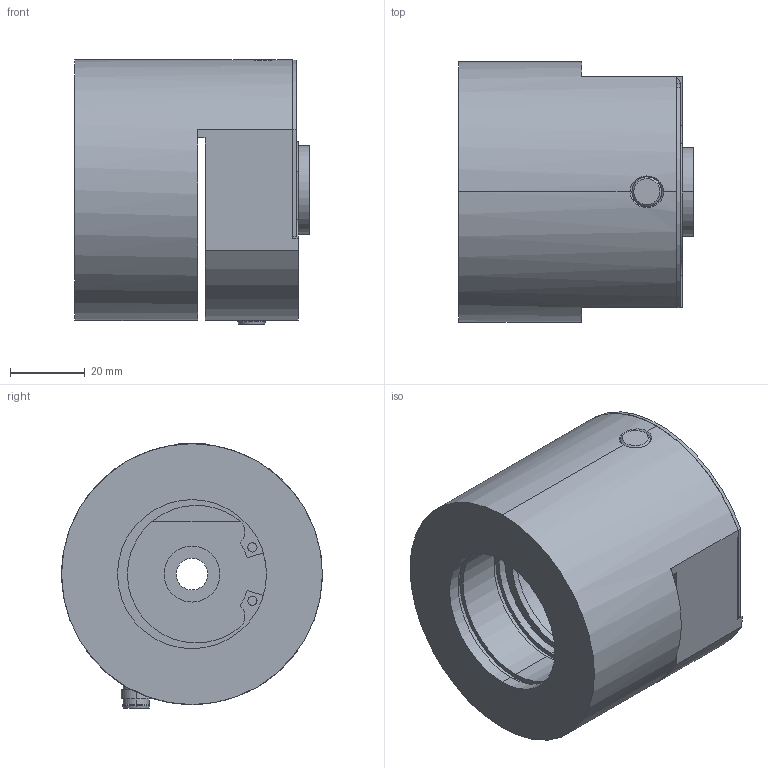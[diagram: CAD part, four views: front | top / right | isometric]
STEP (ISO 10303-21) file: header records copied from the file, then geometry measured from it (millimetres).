
FILE_DESCRIPTION (( 'STEP AP203' ), '1' );
FILE_NAME ('120307.1_stp_-.step', '2023-07-07T10:03:01', ( '' ), ( '' ), 'SwSTEP 2.0', 'SolidWorks 2018', '' );
FILE_SCHEMA (( 'CONFIG_CONTROL_DESIGN' ));
Length unit declared in the file: millimetre
Products named in the file (7): 120307-5_stp_01; Flanschstecker_M8-4pol; Si-Ring DIN472_D40x1.75; Se-Schr DIN7991_M3x8; 111107-3_01; 120307.1_stp_-; 120124-6_01
Assembly tree (7 placements, depth 2):
  120307.1_stp_-
    120307-5_stp_01
    111107-3_01
    120124-6_01
    Si-Ring DIN472_D40x1.75
    Se-Schr DIN7991_M3x8  x2
    Flanschstecker_M8-4pol
Bounding box: 63 x 70 x 71 mm (x, y, z)
Volume: 172363.9 mm3; surface area: 39252.7 mm2
Topology: 7 solids, 7 shells, 237 faces, 549 edges, 338 vertices
Faces by surface type: cylinder 105, plane 82, cone 50
Entity records: 7182 total; most frequent: CARTESIAN_POINT 1244, DIRECTION 1183, ORIENTED_EDGE 1002, EDGE_CURVE 501, AXIS2_PLACEMENT_3D 459, VERTEX_POINT 316, LINE 265, VECTOR 265
